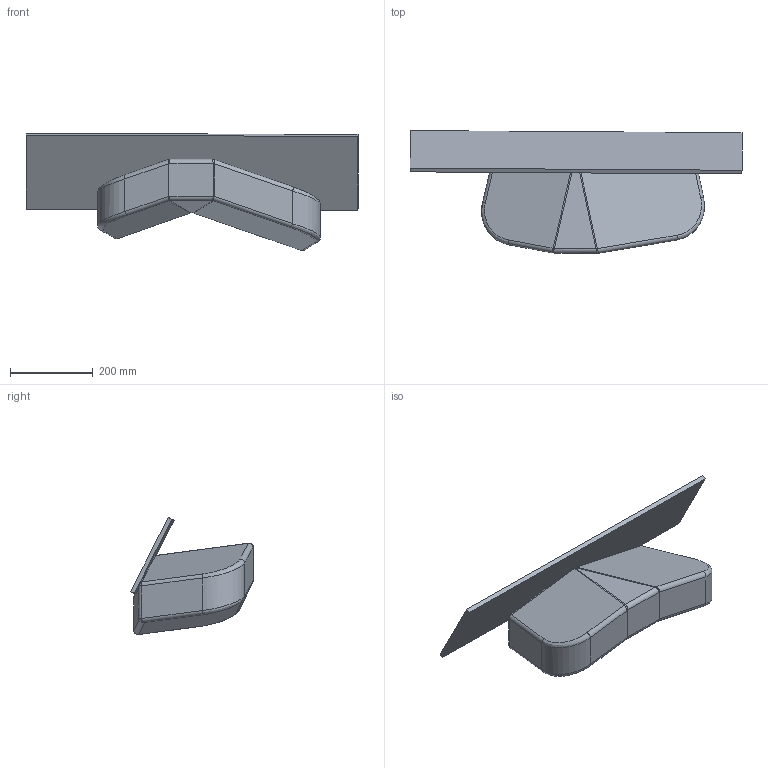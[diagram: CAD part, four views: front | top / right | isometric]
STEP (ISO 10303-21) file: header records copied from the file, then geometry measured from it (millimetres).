
FILE_DESCRIPTION(('FreeCAD Model'),'2;1');
FILE_NAME('tmpZHSVyg','2018-06-17T16:56:47',('FreeCAD'),('FreeCAD') ,'Open CASCADE STEP processor 7.2','FreeCAD','Unknown');
FILE_SCHEMA(('AUTOMOTIVE_DESIGN { 1 0 10303 214 1 1 1 1 }'));
Length unit declared in the file: millimetre
Products named in the file (1): Open CASCADE STEP translator 7.2 1
Bounding box: 800.05 x 295.84 x 282.39 mm (x, y, z)
Volume: 14209496.8 mm3; surface area: 728785.1 mm2
Topology: 1 solids, 1 shells, 62 faces, 143 edges, 81 vertices
Faces by surface type: cylinder 22, plane 19, bspline 17, extrusion 4
Entity records: 14397 total; most frequent: CARTESIAN_POINT 11941, DIRECTION 324, ORIENTED_EDGE 282, PCURVE 282, DEFINITIONAL_REPRESENTATION 282, VECTOR 210, LINE 206, B_SPLINE_CURVE_WITH_KNOTS 180
